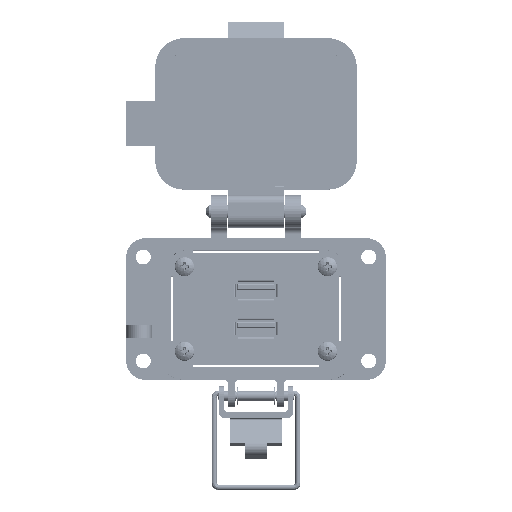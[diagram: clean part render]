
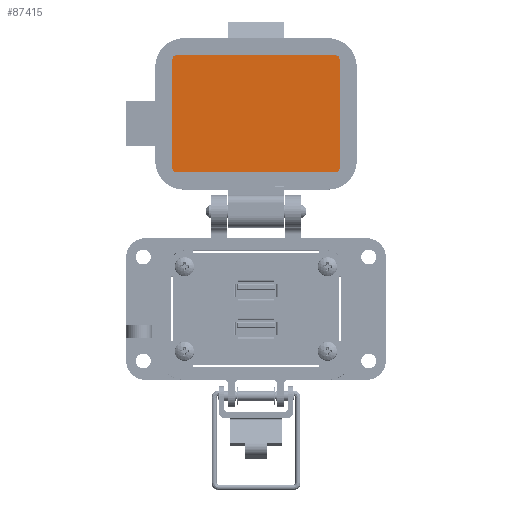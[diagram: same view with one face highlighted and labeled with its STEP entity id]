
A CAD part, top view. The second image highlights one B-rep face of the part: STEP entity #87415.
In plain terms, the highlighted planar face has unit normal (0, 0, 1).
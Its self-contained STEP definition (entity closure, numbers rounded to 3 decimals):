
#908 = VERTEX_POINT ( 'NONE', #41080 ) ;
#1363 = ORIENTED_EDGE ( 'NONE', *, *, #2195, .F. ) ;
#2195 = EDGE_CURVE ( 'NONE', #78927, #908, #35814, .T. ) ;
#4431 = DIRECTION ( 'NONE',  ( 0., 0., -1. ) ) ;
#4584 = VERTEX_POINT ( 'NONE', #22583 ) ;
#5523 = CARTESIAN_POINT ( 'NONE',  ( 0., 67.329, -23.97 ) ) ;
#7124 = AXIS2_PLACEMENT_3D ( 'NONE', #56297, #13099, #63561 ) ;
#7930 = DIRECTION ( 'NONE',  ( 0., 1., 0. ) ) ;
#8457 = DIRECTION ( 'NONE',  ( 1., 0., 0. ) ) ;
#10108 = AXIS2_PLACEMENT_3D ( 'NONE', #59768, #16658, #67071 ) ;
#11948 = VECTOR ( 'NONE', #38301, 1000. ) ;
#12402 = PLANE ( 'NONE',  #32911 ) ;
#12718 = DIRECTION ( 'NONE',  ( 0., 1., 0. ) ) ;
#13099 = DIRECTION ( 'NONE',  ( 0., 0., -1. ) ) ;
#16598 = VECTOR ( 'NONE', #8457, 1000. ) ;
#16658 = DIRECTION ( 'NONE',  ( 0., 0., -1. ) ) ;
#22402 = CARTESIAN_POINT ( 'NONE',  ( -25.885, 67.329, -23.97 ) ) ;
#22583 = CARTESIAN_POINT ( 'NONE',  ( 25.885, 84.4, -23.97 ) ) ;
#22738 = CIRCLE ( 'NONE', #7124, 1.057 ) ;
#29017 = EDGE_CURVE ( 'NONE', #908, #4584, #71158, .T. ) ;
#31734 = CARTESIAN_POINT ( 'NONE',  ( 25.885, 67.329, -23.97 ) ) ;
#32911 = AXIS2_PLACEMENT_3D ( 'NONE', #5523, #55928, #12718 ) ;
#33305 = ORIENTED_EDGE ( 'NONE', *, *, #89050, .F. ) ;
#35814 = LINE ( 'NONE', #54198, #16598 ) ;
#38301 = DIRECTION ( 'NONE',  ( -1., 0., 0. ) ) ;
#39681 = CARTESIAN_POINT ( 'NONE',  ( 24.827, 84.4, -23.97 ) ) ;
#40467 = ORIENTED_EDGE ( 'NONE', *, *, #79940, .F. ) ;
#41080 = CARTESIAN_POINT ( 'NONE',  ( 24.827, 85.458, -23.97 ) ) ;
#42088 = FACE_OUTER_BOUND ( 'NONE', #87825, .T. ) ;
#44479 = VERTEX_POINT ( 'NONE', #81808 ) ;
#45901 = LINE ( 'NONE', #22402, #79733 ) ;
#46963 = DIRECTION ( 'NONE',  ( -1., 0., 0. ) ) ;
#47628 = CARTESIAN_POINT ( 'NONE',  ( 24.827, 50.257, -23.97 ) ) ;
#53113 = LINE ( 'NONE', #31734, #70057 ) ;
#54198 = CARTESIAN_POINT ( 'NONE',  ( 0., 85.458, -23.97 ) ) ;
#54481 = CARTESIAN_POINT ( 'NONE',  ( 24.828, 49.199, -23.97 ) ) ;
#54819 = DIRECTION ( 'NONE',  ( -1., 0., 0. ) ) ;
#54951 = VERTEX_POINT ( 'NONE', #62881 ) ;
#55928 = DIRECTION ( 'NONE',  ( 0., 0., -1. ) ) ;
#56264 = CARTESIAN_POINT ( 'NONE',  ( -24.827, 49.199, -23.97 ) ) ;
#56297 = CARTESIAN_POINT ( 'NONE',  ( -24.827, 50.257, -23.97 ) ) ;
#59753 = CARTESIAN_POINT ( 'NONE',  ( -24.827, 85.458, -23.97 ) ) ;
#59768 = CARTESIAN_POINT ( 'NONE',  ( -24.827, 84.4, -23.97 ) ) ;
#59902 = EDGE_CURVE ( 'NONE', #91975, #54951, #22738, .T. ) ;
#61046 = VERTEX_POINT ( 'NONE', #91936 ) ;
#61368 = CIRCLE ( 'NONE', #69571, 1.057 ) ;
#62881 = CARTESIAN_POINT ( 'NONE',  ( -25.885, 50.257, -23.97 ) ) ;
#63561 = DIRECTION ( 'NONE',  ( -1., 0., 0. ) ) ;
#67071 = DIRECTION ( 'NONE',  ( -1., 0., 0. ) ) ;
#69034 = EDGE_CURVE ( 'NONE', #80134, #91975, #86614, .T. ) ;
#69571 = AXIS2_PLACEMENT_3D ( 'NONE', #47628, #4431, #54819 ) ;
#69771 = EDGE_CURVE ( 'NONE', #61046, #80134, #61368, .T. ) ;
#70057 = VECTOR ( 'NONE', #74949, 1000. ) ;
#71158 = CIRCLE ( 'NONE', #72717, 1.057 ) ;
#72717 = AXIS2_PLACEMENT_3D ( 'NONE', #39681, #90292, #46963 ) ;
#72898 = ORIENTED_EDGE ( 'NONE', *, *, #59902, .F. ) ;
#74949 = DIRECTION ( 'NONE',  ( 0., -1., 0. ) ) ;
#76758 = EDGE_CURVE ( 'NONE', #4584, #61046, #53113, .T. ) ;
#78882 = ORIENTED_EDGE ( 'NONE', *, *, #69034, .F. ) ;
#78927 = VERTEX_POINT ( 'NONE', #59753 ) ;
#79733 = VECTOR ( 'NONE', #7930, 1000. ) ;
#79940 = EDGE_CURVE ( 'NONE', #54951, #44479, #45901, .T. ) ;
#80134 = VERTEX_POINT ( 'NONE', #54481 ) ;
#81808 = CARTESIAN_POINT ( 'NONE',  ( -25.885, 84.4, -23.97 ) ) ;
#83155 = ORIENTED_EDGE ( 'NONE', *, *, #76758, .F. ) ;
#85444 = ORIENTED_EDGE ( 'NONE', *, *, #69771, .F. ) ;
#86614 = LINE ( 'NONE', #88890, #11948 ) ;
#86919 = CIRCLE ( 'NONE', #10108, 1.057 ) ;
#87415 = ADVANCED_FACE ( 'NONE', ( #42088 ), #12402, .F. ) ;
#87479 = ORIENTED_EDGE ( 'NONE', *, *, #29017, .F. ) ;
#87825 = EDGE_LOOP ( 'NONE', ( #33305, #40467, #72898, #78882, #85444, #83155, #87479, #1363 ) ) ;
#88890 = CARTESIAN_POINT ( 'NONE',  ( 0., 49.199, -23.97 ) ) ;
#89050 = EDGE_CURVE ( 'NONE', #44479, #78927, #86919, .T. ) ;
#90292 = DIRECTION ( 'NONE',  ( 0., 0., -1. ) ) ;
#91936 = CARTESIAN_POINT ( 'NONE',  ( 25.885, 50.257, -23.97 ) ) ;
#91975 = VERTEX_POINT ( 'NONE', #56264 ) ;
